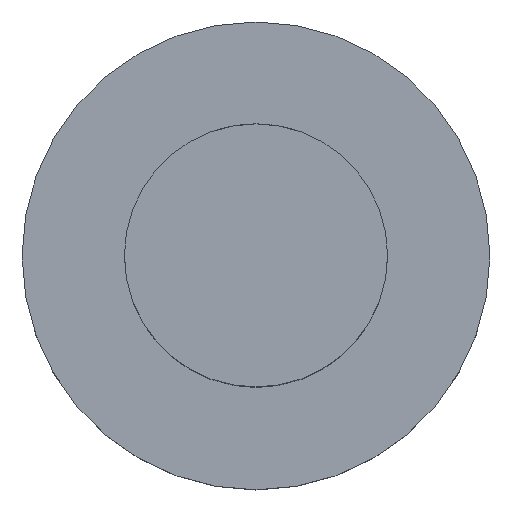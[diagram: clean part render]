
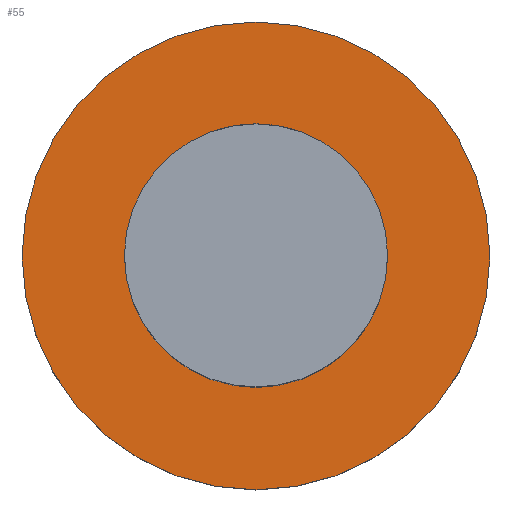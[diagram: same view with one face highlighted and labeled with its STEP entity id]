
A CAD part, top view. The second image highlights one B-rep face of the part: STEP entity #55.
In plain terms, the highlighted planar face has unit normal (0, 0, 1).
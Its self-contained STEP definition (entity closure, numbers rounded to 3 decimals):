
#55=ADVANCED_FACE('240[2]',(#146,#147),#148,.T.);
#76=EDGE_CURVE('240[2]',#177,#177,#178,.T.);
#83=EDGE_CURVE('240[2]',#188,#188,#189,.T.);
#146=FACE_BOUND('',#269,.T.);
#147=FACE_OUTER_BOUND('',#270,.T.);
#148=PLANE('',#271);
#177=VERTEX_POINT('',#373);
#178=CIRCLE('',#374,18.0);
#188=VERTEX_POINT('',#387);
#189=CIRCLE('',#388,32.0);
#269=EDGE_LOOP('',(#610));
#270=EDGE_LOOP('',(#611));
#271=AXIS2_PLACEMENT_3D('',#612,#613,#614);
#373=CARTESIAN_POINT('',(18.0,0.0,0.0));
#374=AXIS2_PLACEMENT_3D('',#638,#639,#640);
#387=CARTESIAN_POINT('',(0.,32.0,0.));
#388=AXIS2_PLACEMENT_3D('',#650,#651,#652);
#610=ORIENTED_EDGE('',*,*,#76,.T.);
#611=ORIENTED_EDGE('',*,*,#83,.T.);
#612=CARTESIAN_POINT('',(0.,16.0,0.));
#613=DIRECTION('',(0.,0.,1.0));
#614=DIRECTION('',(1.0,0.,0.0));
#638=CARTESIAN_POINT('',(0.0,0.0,0.));
#639=DIRECTION('',(0.,0.,-1.0));
#640=DIRECTION('',(1.0,0.,0.));
#650=CARTESIAN_POINT('',(0.0,0.0,0.0));
#651=DIRECTION('',(0.,0.,1.0));
#652=DIRECTION('',(0.,1.0,0.));
